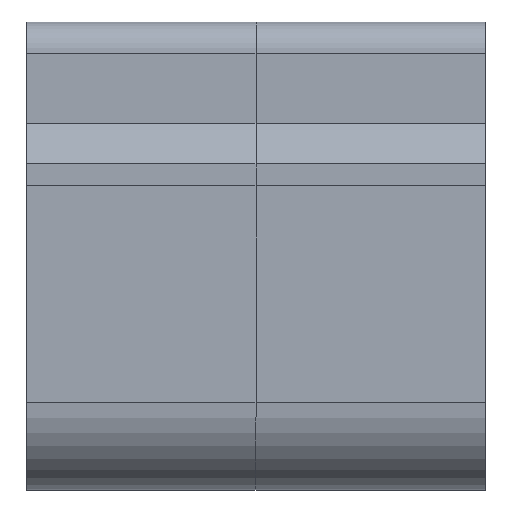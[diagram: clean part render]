
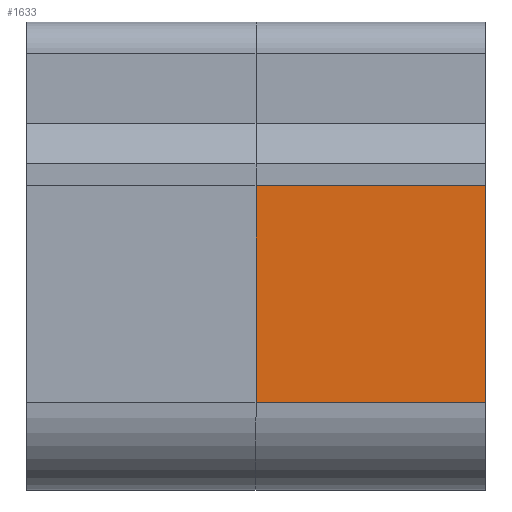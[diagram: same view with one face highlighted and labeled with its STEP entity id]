
A CAD part, left-side view. The second image highlights one B-rep face of the part: STEP entity #1633.
In plain terms, the highlighted planar face has unit normal (-1, 0, 0).
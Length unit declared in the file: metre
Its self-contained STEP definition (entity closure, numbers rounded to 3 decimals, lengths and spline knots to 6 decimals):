
#122=ORIENTED_EDGE('',*,*,#602,.F.);
#123=ORIENTED_EDGE('',*,*,#609,.T.);
#124=ORIENTED_EDGE('',*,*,#610,.F.);
#125=ORIENTED_EDGE('',*,*,#611,.T.);
#602=EDGE_CURVE('',#846,#847,#1012,.T.);
#609=EDGE_CURVE('',#846,#850,#1017,.T.);
#610=EDGE_CURVE('',#851,#850,#1018,.T.);
#611=EDGE_CURVE('',#851,#847,#1019,.T.);
#846=VERTEX_POINT('',#2393);
#847=VERTEX_POINT('',#2395);
#850=VERTEX_POINT('',#2408);
#851=VERTEX_POINT('',#2410);
#1012=LINE('',#2394,#1218);
#1017=LINE('',#2407,#1223);
#1018=LINE('',#2409,#1224);
#1019=LINE('',#2411,#1225);
#1218=VECTOR('',#1909,1.);
#1223=VECTOR('',#1924,1.);
#1224=VECTOR('',#1925,1.);
#1225=VECTOR('',#1926,1.);
#1397=EDGE_LOOP('',(#122,#123,#124,#125));
#1483=FACE_BOUND('',#1397,.T.);
#1568=PLANE('',#1743);
#1633=ADVANCED_FACE('',(#1483),#1568,.T.);
#1743=AXIS2_PLACEMENT_3D('',#2406,#1922,#1923);
#1909=DIRECTION('',(0.,-1.,0.));
#1922=DIRECTION('',(-1.,0.,0.));
#1923=DIRECTION('',(0.,0.,-1.));
#1924=DIRECTION('',(0.,0.,-1.));
#1925=DIRECTION('',(0.,1.,0.));
#1926=DIRECTION('',(0.,0.,1.));
#2393=CARTESIAN_POINT('',(0.163899,0.107971,0.35375));
#2394=CARTESIAN_POINT('',(0.163899,0.115521,0.35375));
#2395=CARTESIAN_POINT('',(0.163899,0.100621,0.35375));
#2406=CARTESIAN_POINT('',(0.163899,0.115521,0.359));
#2407=CARTESIAN_POINT('',(0.163899,0.107971,0.359));
#2408=CARTESIAN_POINT('',(0.163899,0.107971,0.3468));
#2409=CARTESIAN_POINT('',(0.163899,0.115521,0.3468));
#2410=CARTESIAN_POINT('',(0.163899,0.100621,0.3468));
#2411=CARTESIAN_POINT('',(0.163899,0.100621,0.359));
